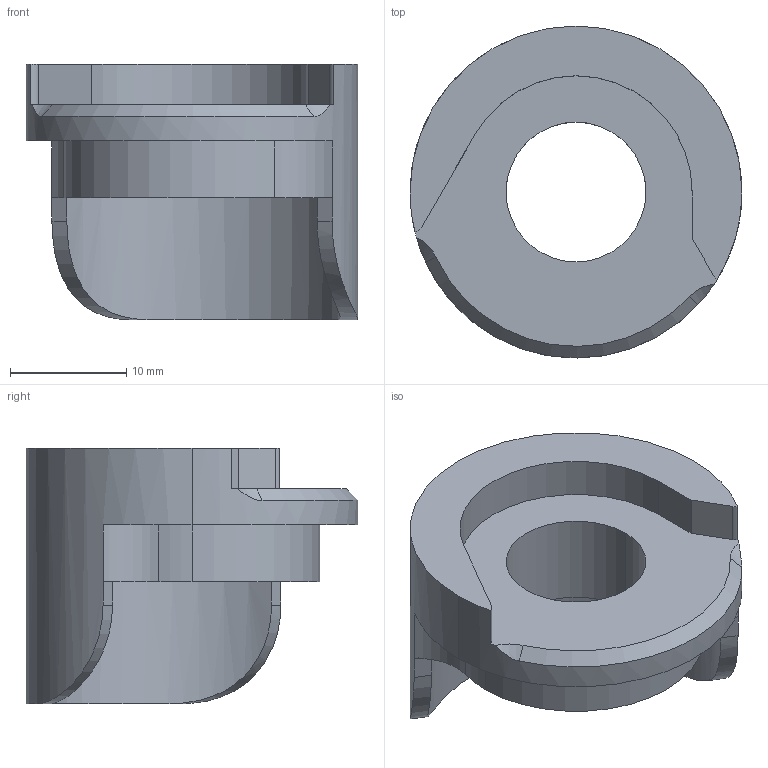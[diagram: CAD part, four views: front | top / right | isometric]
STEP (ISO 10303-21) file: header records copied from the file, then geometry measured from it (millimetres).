
FILE_DESCRIPTION (( 'STEP AP214' ), '1' );
FILE_NAME ('DR2025L.STEP', '2019-04-16T16:33:59', ( 'JeffCAD' ), ( 'Microsoft' ), 'SwSTEP 2.0', 'SolidWorks 2019', '' );
FILE_SCHEMA (( 'AUTOMOTIVE_DESIGN' ));
Length unit declared in the file: millimetre
Products named in the file (1): DR2025L
Bounding box: 28.57 x 28.57 x 22 mm (x, y, z)
Volume: 4887.6 mm3; surface area: 3227.7 mm2
Topology: 1 solids, 1 shells, 27 faces, 73 edges, 48 vertices
Faces by surface type: cylinder 14, plane 10, cone 3
Entity records: 1008 total; most frequent: CARTESIAN_POINT 270, DIRECTION 154, ORIENTED_EDGE 146, EDGE_CURVE 73, AXIS2_PLACEMENT_3D 60, VERTEX_POINT 48, LINE 34, VECTOR 34
